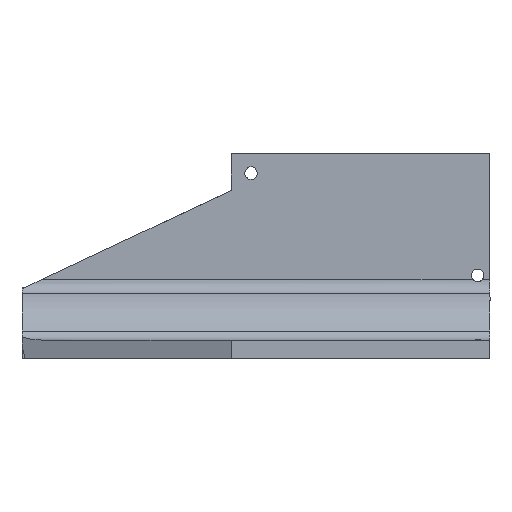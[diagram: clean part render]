
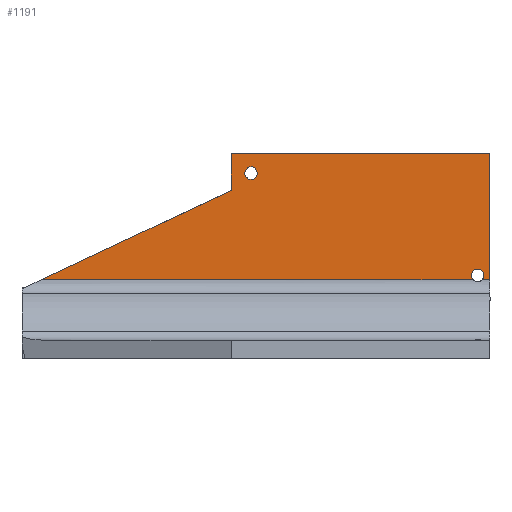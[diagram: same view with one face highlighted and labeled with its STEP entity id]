
A CAD part, left-side view. The second image highlights one B-rep face of the part: STEP entity #1191.
In plain terms, the highlighted planar face has unit normal (-1, 0, 0).
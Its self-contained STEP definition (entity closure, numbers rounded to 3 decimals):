
#49=CARTESIAN_POINT('Vertex',(-9.525,-88.9,59.69)) ;
#52=CARTESIAN_POINT('Line Origine',(-9.525,-88.9,69.215)) ;
#56=CARTESIAN_POINT('Vertex',(-9.525,-88.9,78.74)) ;
#76=CARTESIAN_POINT('Line Origine',(-9.525,-155.575,78.74)) ;
#80=CARTESIAN_POINT('Vertex',(-9.525,-222.25,78.74)) ;
#204=CARTESIAN_POINT('Line Origine',(-9.525,-222.25,46.209)) ;
#208=CARTESIAN_POINT('Vertex',(-9.525,-222.25,13.679)) ;
#378=CARTESIAN_POINT('Line Origine',(-9.525,-106.979,13.679)) ;
#382=CARTESIAN_POINT('Vertex',(-9.525,8.997,13.679)) ;
#384=CARTESIAN_POINT('Vertex',(-9.525,-213.52,13.679)) ;
#402=CARTESIAN_POINT('Line Origine',(-9.525,-106.979,13.679)) ;
#406=CARTESIAN_POINT('Vertex',(-9.525,-218.28,13.679)) ;
#1119=CARTESIAN_POINT('Line Origine',(-9.525,-39.952,36.684)) ;
#1138=CARTESIAN_POINT('Axis2P3D Location',(-9.525,-123.825,29.845)) ;
#1143=CARTESIAN_POINT('Axis2P3D Location',(-9.525,-215.9,15.875)) ;
#1147=CARTESIAN_POINT('Vertex',(-9.525,-212.662,15.875)) ;
#1150=CARTESIAN_POINT('Axis2P3D Location',(-9.525,-215.9,15.875)) ;
#1154=CARTESIAN_POINT('Vertex',(-9.525,-219.139,15.875)) ;
#1157=CARTESIAN_POINT('Axis2P3D Location',(-9.525,-215.9,15.875)) ;
#1173=CARTESIAN_POINT('Axis2P3D Location',(-9.525,-99.06,68.58)) ;
#1177=CARTESIAN_POINT('Vertex',(-9.525,-102.299,68.58)) ;
#1179=CARTESIAN_POINT('Vertex',(-9.525,-95.822,68.58)) ;
#1182=CARTESIAN_POINT('Axis2P3D Location',(-9.525,-99.06,68.58)) ;
#54=VECTOR('Line Direction',#53,1.) ;
#78=VECTOR('Line Direction',#77,1.) ;
#206=VECTOR('Line Direction',#205,1.) ;
#380=VECTOR('Line Direction',#379,1.) ;
#404=VECTOR('Line Direction',#403,1.) ;
#1121=VECTOR('Line Direction',#1120,1.) ;
#53=DIRECTION('Vector Direction',(0.,0.,1.)) ;
#77=DIRECTION('Vector Direction',(0.,1.,0.)) ;
#205=DIRECTION('Vector Direction',(0.,0.,1.)) ;
#379=DIRECTION('Vector Direction',(0.,-1.,0.)) ;
#403=DIRECTION('Vector Direction',(0.,-1.,0.)) ;
#1120=DIRECTION('Vector Direction',(0.,-0.905,0.425)) ;
#1139=DIRECTION('Axis2P3D Direction',(1.,0.,-0.)) ;
#1140=DIRECTION('Axis2P3D XDirection',(0.,-0.905,0.425)) ;
#1144=DIRECTION('Axis2P3D Direction',(1.,0.,-0.)) ;
#1151=DIRECTION('Axis2P3D Direction',(1.,0.,-0.)) ;
#1158=DIRECTION('Axis2P3D Direction',(1.,0.,-0.)) ;
#1174=DIRECTION('Axis2P3D Direction',(1.,0.,-0.)) ;
#1183=DIRECTION('Axis2P3D Direction',(1.,0.,-0.)) ;
#1141=AXIS2_PLACEMENT_3D('Plane Axis2P3D',#1138,#1139,#1140) ;
#1145=AXIS2_PLACEMENT_3D('Circle Axis2P3D',#1143,#1144,$) ;
#1152=AXIS2_PLACEMENT_3D('Circle Axis2P3D',#1150,#1151,$) ;
#1159=AXIS2_PLACEMENT_3D('Circle Axis2P3D',#1157,#1158,$) ;
#1175=AXIS2_PLACEMENT_3D('Circle Axis2P3D',#1173,#1174,$) ;
#1184=AXIS2_PLACEMENT_3D('Circle Axis2P3D',#1182,#1183,$) ;
#55=LINE('Line',#52,#54) ;
#79=LINE('Line',#76,#78) ;
#207=LINE('Line',#204,#206) ;
#381=LINE('Line',#378,#380) ;
#405=LINE('Line',#402,#404) ;
#1122=LINE('Line',#1119,#1121) ;
#1146=CIRCLE('generated circle',#1145,3.239) ;
#1153=CIRCLE('generated circle',#1152,3.239) ;
#1160=CIRCLE('generated circle',#1159,3.239) ;
#1176=CIRCLE('generated circle',#1175,3.239) ;
#1185=CIRCLE('generated circle',#1184,3.239) ;
#1142=PLANE('',#1141) ;
#1190=FACE_BOUND('',#1187,.T.) ;
#58=EDGE_CURVE('',#50,#57,#55,.T.) ;
#82=EDGE_CURVE('',#57,#81,#79,.F.) ;
#210=EDGE_CURVE('',#209,#81,#207,.T.) ;
#386=EDGE_CURVE('',#383,#385,#381,.T.) ;
#408=EDGE_CURVE('',#407,#209,#405,.T.) ;
#1123=EDGE_CURVE('',#383,#50,#1122,.T.) ;
#1149=EDGE_CURVE('',#385,#1148,#1146,.T.) ;
#1156=EDGE_CURVE('',#1148,#1155,#1153,.T.) ;
#1161=EDGE_CURVE('',#1155,#407,#1160,.T.) ;
#1181=EDGE_CURVE('',#1178,#1180,#1176,.T.) ;
#1186=EDGE_CURVE('',#1180,#1178,#1185,.T.) ;
#1163=ORIENTED_EDGE('',*,*,#386,.T.) ;
#1164=ORIENTED_EDGE('',*,*,#1149,.T.) ;
#1165=ORIENTED_EDGE('',*,*,#1156,.T.) ;
#1166=ORIENTED_EDGE('',*,*,#1161,.T.) ;
#1167=ORIENTED_EDGE('',*,*,#408,.T.) ;
#1168=ORIENTED_EDGE('',*,*,#210,.T.) ;
#1169=ORIENTED_EDGE('',*,*,#82,.F.) ;
#1170=ORIENTED_EDGE('',*,*,#58,.F.) ;
#1171=ORIENTED_EDGE('',*,*,#1123,.F.) ;
#1188=ORIENTED_EDGE('',*,*,#1181,.T.) ;
#1189=ORIENTED_EDGE('',*,*,#1186,.T.) ;
#1162=EDGE_LOOP('',(#1163,#1164,#1165,#1166,#1167,#1168,#1169,#1170,#1171)) ;
#1187=EDGE_LOOP('',(#1188,#1189)) ;
#50=VERTEX_POINT('',#49) ;
#57=VERTEX_POINT('',#56) ;
#81=VERTEX_POINT('',#80) ;
#209=VERTEX_POINT('',#208) ;
#383=VERTEX_POINT('',#382) ;
#385=VERTEX_POINT('',#384) ;
#407=VERTEX_POINT('',#406) ;
#1148=VERTEX_POINT('',#1147) ;
#1155=VERTEX_POINT('',#1154) ;
#1178=VERTEX_POINT('',#1177) ;
#1180=VERTEX_POINT('',#1179) ;
#1191=ADVANCED_FACE('PartBody',(#1172,#1190),#1142,.F.) ;
#1172=FACE_OUTER_BOUND('',#1162,.T.) ;
